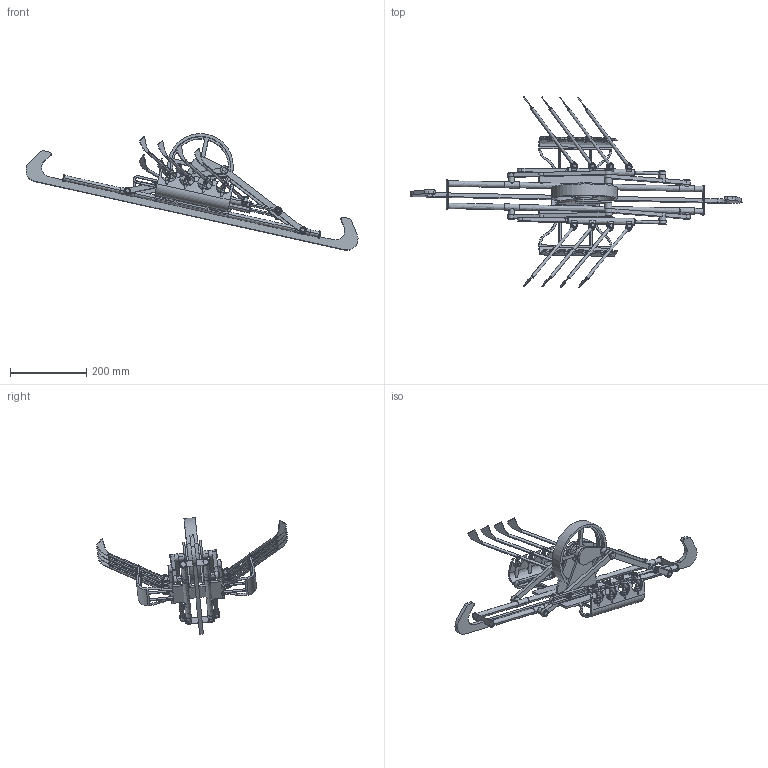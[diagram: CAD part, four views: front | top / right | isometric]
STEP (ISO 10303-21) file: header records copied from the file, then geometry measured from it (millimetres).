
FILE_DESCRIPTION(('FreeCAD Model'),'2;1');
FILE_NAME('Open CASCADE Shape Model','2025-04-26T04:55:11',('FreeCAD'),( 'FreeCAD'),'Open CASCADE STEP processor 7.6','FreeCAD','Unknown');
FILE_SCHEMA(('AUTOMOTIVE_DESIGN { 1 0 10303 214 1 1 1 1 }'));
Products named in the file (1): Open CASCADE STEP translator 7.6 1
Bounding box: 871.62 x 502.23 x 306.52 mm (x, y, z)
Volume: 1423342.3 mm3; surface area: 577636.2 mm2
Topology: 48 solids, 48 shells, 1312 faces, 3192 edges, 2112 vertices
Faces by surface type: bspline 1312
Entity records: 40467 total; most frequent: CARTESIAN_POINT 21466, ORIENTED_EDGE 6384, EDGE_CURVE 3192, VERTEX_POINT 2112, B_SPLINE_CURVE_WITH_KNOTS 1960, FACE_BOUND 1600, EDGE_LOOP 1600, ADVANCED_FACE 1312
